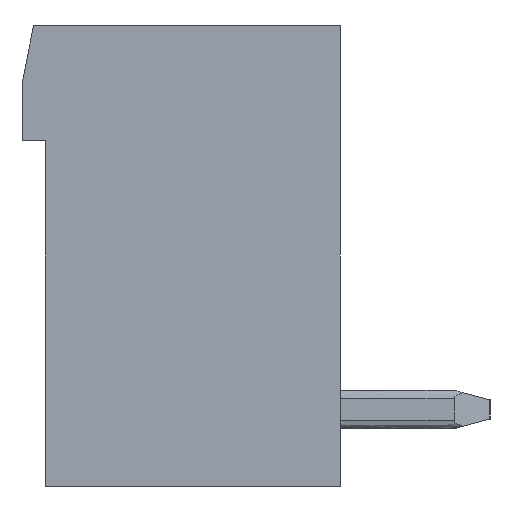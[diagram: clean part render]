
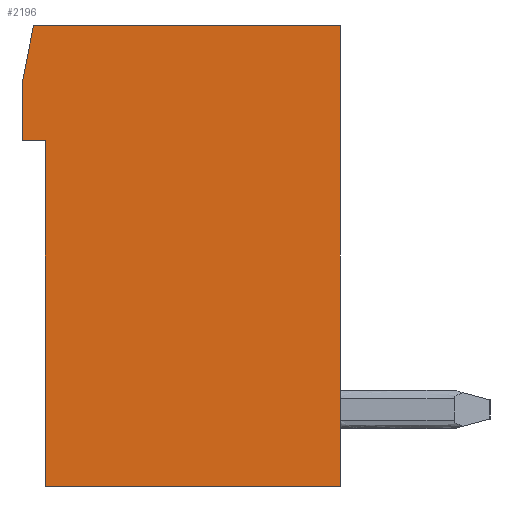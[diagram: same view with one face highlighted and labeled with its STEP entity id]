
A CAD part, left-side view. The second image highlights one B-rep face of the part: STEP entity #2196.
In plain terms, the highlighted planar face has unit normal (-1, 0, 0).
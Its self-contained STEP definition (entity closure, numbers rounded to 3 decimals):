
#2133=CARTESIAN_POINT('',(-26.4,-2.116,2.8));
#2134=DIRECTION('',(0.,0.,-1.));
#2135=DIRECTION('',(-1.,0.,0.));
#2136=AXIS2_PLACEMENT_3D('',#2133,#2135,#2134);
#2137=PLANE('',#2136);
#2138=CARTESIAN_POINT('',(-26.4,4.45,6.));
#2139=VERTEX_POINT('',#2138);
#2140=CARTESIAN_POINT('',(-26.4,4.45,4.5));
#2141=VERTEX_POINT('',#2140);
#2142=CARTESIAN_POINT('',(-26.4,4.45,6.));
#2143=DIRECTION('',(0.,0.,-1.));
#2144=VECTOR('',#2143,1.5);
#2145=LINE('',#2142,#2144);
#2146=EDGE_CURVE('',#2139,#2141,#2145,.T.);
#2147=ORIENTED_EDGE('',*,*,#2146,.T.);
#2148=CARTESIAN_POINT('',(-26.4,3.85,4.5));
#2149=VERTEX_POINT('',#2148);
#2150=CARTESIAN_POINT('',(-26.4,4.45,4.5));
#2151=DIRECTION('',(0.,-1.,0.));
#2152=VECTOR('',#2151,0.6);
#2153=LINE('',#2150,#2152);
#2154=EDGE_CURVE('',#2141,#2149,#2153,.T.);
#2155=ORIENTED_EDGE('',*,*,#2154,.T.);
#2156=CARTESIAN_POINT('',(-26.4,3.85,-4.5));
#2157=VERTEX_POINT('',#2156);
#2158=CARTESIAN_POINT('',(-26.4,3.85,4.5));
#2159=DIRECTION('',(0.,0.,-1.));
#2160=VECTOR('',#2159,9.);
#2161=LINE('',#2158,#2160);
#2162=EDGE_CURVE('',#2149,#2157,#2161,.T.);
#2163=ORIENTED_EDGE('',*,*,#2162,.T.);
#2164=CARTESIAN_POINT('',(-26.4,-3.85,-4.5));
#2165=VERTEX_POINT('',#2164);
#2166=CARTESIAN_POINT('',(-26.4,3.85,-4.5));
#2167=DIRECTION('',(0.,-1.,0.));
#2168=VECTOR('',#2167,7.7);
#2169=LINE('',#2166,#2168);
#2170=EDGE_CURVE('',#2157,#2165,#2169,.T.);
#2171=ORIENTED_EDGE('',*,*,#2170,.T.);
#2172=CARTESIAN_POINT('',(-26.4,-3.85,7.5));
#2173=VERTEX_POINT('',#2172);
#2174=CARTESIAN_POINT('',(-26.4,-3.85,-4.5));
#2175=DIRECTION('',(0.,0.,1.));
#2176=VECTOR('',#2175,12.);
#2177=LINE('',#2174,#2176);
#2178=EDGE_CURVE('',#2165,#2173,#2177,.T.);
#2179=ORIENTED_EDGE('',*,*,#2178,.T.);
#2180=CARTESIAN_POINT('',(-26.4,4.15,7.5));
#2181=VERTEX_POINT('',#2180);
#2182=CARTESIAN_POINT('',(-26.4,-3.85,7.5));
#2183=DIRECTION('',(0.,1.,0.));
#2184=VECTOR('',#2183,8.);
#2185=LINE('',#2182,#2184);
#2186=EDGE_CURVE('',#2173,#2181,#2185,.T.);
#2187=ORIENTED_EDGE('',*,*,#2186,.T.);
#2188=CARTESIAN_POINT('',(-26.4,4.15,7.5));
#2189=DIRECTION('',(0.,0.196,-0.981));
#2190=VECTOR('',#2189,1.53);
#2191=LINE('',#2188,#2190);
#2192=EDGE_CURVE('',#2181,#2139,#2191,.T.);
#2193=ORIENTED_EDGE('',*,*,#2192,.T.);
#2194=EDGE_LOOP('',(#2147,#2155,#2163,#2171,#2179,#2187,#2193));
#2195=FACE_OUTER_BOUND('',#2194,.T.);
#2196=ADVANCED_FACE('',(#2195),#2137,.T.);
